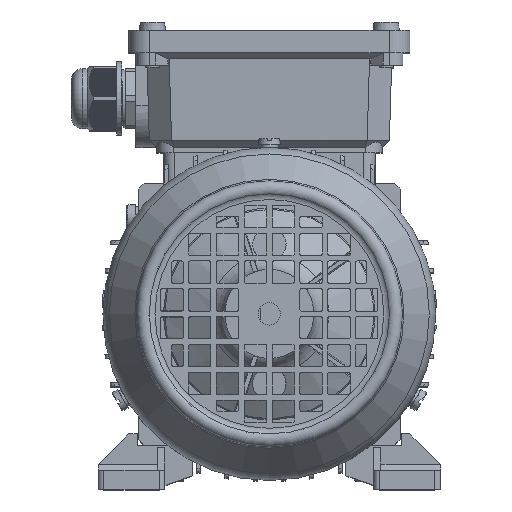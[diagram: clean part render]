
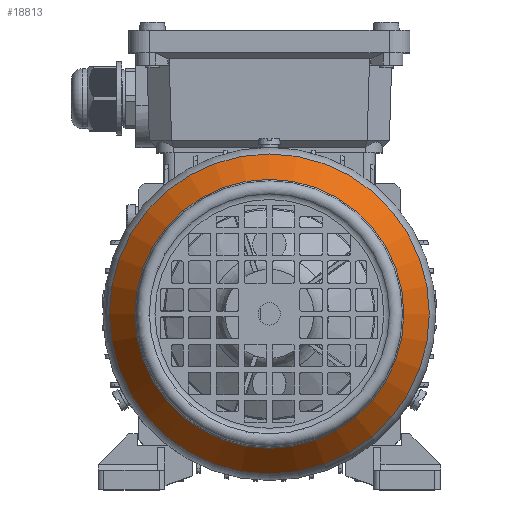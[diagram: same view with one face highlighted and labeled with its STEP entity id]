
A CAD part, top view. The second image highlights one B-rep face of the part: STEP entity #18813.
In plain terms, the highlighted conical face has half-angle 35 degrees and reference radius 57.485 mm.
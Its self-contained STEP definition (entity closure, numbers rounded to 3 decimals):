
#997=CONICAL_SURFACE('',#70432,57.485,35.);
#18813=ADVANCED_FACE('',(#24695,#24696),#997,.T.);
#24695=FACE_BOUND('',#26848,.T.);
#24696=FACE_BOUND('',#26849,.T.);
#26848=EDGE_LOOP('',(#35985));
#26849=EDGE_LOOP('',(#35986));
#35985=ORIENTED_EDGE('',*,*,#59509,.F.);
#35986=ORIENTED_EDGE('',*,*,#59510,.T.);
#52053=VERTEX_POINT('',#104367);
#52054=VERTEX_POINT('',#104370);
#59509=EDGE_CURVE('',#52053,#52053,#67132,.T.);
#59510=EDGE_CURVE('',#52054,#52054,#67133,.T.);
#67132=CIRCLE('',#70429,48.337);
#67133=CIRCLE('',#70431,57.485);
#70429=AXIS2_PLACEMENT_3D('',#104366,#80294,#80295);
#70431=AXIS2_PLACEMENT_3D('',#104369,#80298,#80299);
#70432=AXIS2_PLACEMENT_3D('',#104371,#80300,#80301);
#80294=DIRECTION('',(0.,0.,1.));
#80295=DIRECTION('',(1.,0.,0.));
#80298=DIRECTION('',(0.,0.,1.));
#80299=DIRECTION('',(1.,0.,0.));
#80300=DIRECTION('',(0.,0.,-1.));
#80301=DIRECTION('',(-1.,0.,0.));
#104366=CARTESIAN_POINT('',(0.,0.,165.234));
#104367=CARTESIAN_POINT('',(48.337,0.,165.234));
#104369=CARTESIAN_POINT('',(0.,0.,152.169));
#104370=CARTESIAN_POINT('',(57.485,0.,152.169));
#104371=CARTESIAN_POINT('',(0.,0.,152.169));
